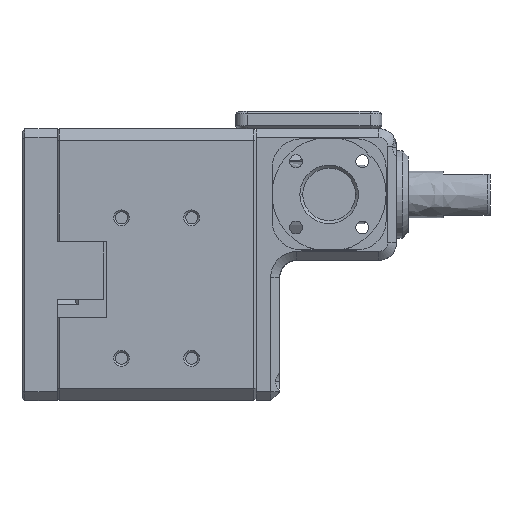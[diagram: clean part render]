
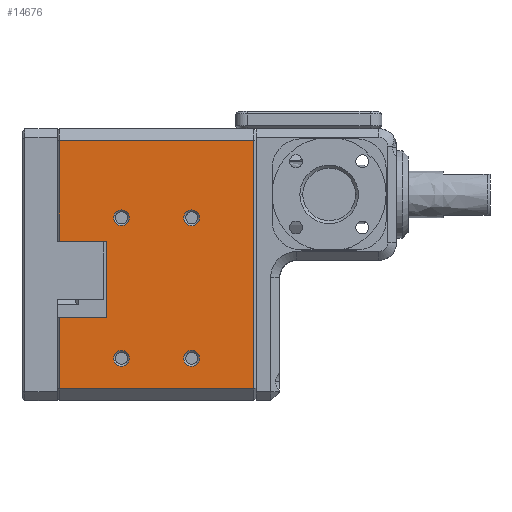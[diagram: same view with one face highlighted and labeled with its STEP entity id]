
A CAD part, top view. The second image highlights one B-rep face of the part: STEP entity #14676.
In plain terms, the highlighted free-form (B-spline) face has degree [1, 1] with [2, 2] control points.
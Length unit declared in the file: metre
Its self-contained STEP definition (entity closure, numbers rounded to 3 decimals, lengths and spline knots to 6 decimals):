
#641=B_SPLINE_SURFACE_WITH_KNOTS('',1,1,((#27613,#27614),(#27615,#27616)),
 .PLANE_SURF.,.F.,.F.,.F.,(2,2),(2,2),(0.,1.),(0.,1.),.UNSPECIFIED.);
#1072=LINE('',#27368,#1666);
#1079=LINE('',#27399,#1673);
#1082=LINE('',#27411,#1676);
#1144=LINE('',#27612,#1738);
#1145=LINE('',#27617,#1739);
#1146=LINE('',#27619,#1740);
#1147=LINE('',#27621,#1741);
#1148=LINE('',#27623,#1742);
#1666=VECTOR('',#20025,1.);
#1673=VECTOR('',#20034,1.);
#1676=VECTOR('',#20037,1.);
#1738=VECTOR('',#20125,1.);
#1739=VECTOR('',#20126,1.);
#1740=VECTOR('',#20127,1.);
#1741=VECTOR('',#20128,1.);
#1742=VECTOR('',#20129,1.);
#5050=ORIENTED_EDGE('',*,*,#8269,.F.);
#5051=ORIENTED_EDGE('',*,*,#8266,.T.);
#5052=ORIENTED_EDGE('',*,*,#8258,.F.);
#5053=ORIENTED_EDGE('',*,*,#8344,.T.);
#5054=ORIENTED_EDGE('',*,*,#8345,.F.);
#5055=ORIENTED_EDGE('',*,*,#8346,.T.);
#5056=ORIENTED_EDGE('',*,*,#8347,.T.);
#5057=ORIENTED_EDGE('',*,*,#8348,.T.);
#5058=ORIENTED_EDGE('',*,*,#8037,.F.);
#5059=ORIENTED_EDGE('',*,*,#8349,.F.);
#5060=ORIENTED_EDGE('',*,*,#8029,.F.);
#5061=ORIENTED_EDGE('',*,*,#8350,.F.);
#5062=ORIENTED_EDGE('',*,*,#8021,.F.);
#5063=ORIENTED_EDGE('',*,*,#8351,.F.);
#5064=ORIENTED_EDGE('',*,*,#8013,.F.);
#5065=ORIENTED_EDGE('',*,*,#8352,.F.);
#8013=EDGE_CURVE('',#9853,#9854,#11124,.T.);
#8021=EDGE_CURVE('',#9859,#9860,#11128,.T.);
#8029=EDGE_CURVE('',#9865,#9866,#11132,.T.);
#8037=EDGE_CURVE('',#9871,#9872,#11136,.T.);
#8258=EDGE_CURVE('',#10030,#10031,#1072,.T.);
#8266=EDGE_CURVE('',#10034,#10031,#1079,.T.);
#8269=EDGE_CURVE('',#10034,#10035,#1082,.T.);
#8344=EDGE_CURVE('',#10030,#10072,#1144,.T.);
#8345=EDGE_CURVE('',#10073,#10072,#1145,.T.);
#8346=EDGE_CURVE('',#10073,#10074,#1146,.T.);
#8347=EDGE_CURVE('',#10074,#10075,#1147,.T.);
#8348=EDGE_CURVE('',#10075,#10035,#1148,.T.);
#8349=EDGE_CURVE('',#9872,#9871,#11246,.T.);
#8350=EDGE_CURVE('',#9866,#9865,#11247,.T.);
#8351=EDGE_CURVE('',#9860,#9859,#11248,.T.);
#8352=EDGE_CURVE('',#9854,#9853,#11249,.T.);
#9853=VERTEX_POINT('',#26324);
#9854=VERTEX_POINT('',#26325);
#9859=VERTEX_POINT('',#26358);
#9860=VERTEX_POINT('',#26359);
#9865=VERTEX_POINT('',#26392);
#9866=VERTEX_POINT('',#26393);
#9871=VERTEX_POINT('',#26426);
#9872=VERTEX_POINT('',#26427);
#10030=VERTEX_POINT('',#27367);
#10031=VERTEX_POINT('',#27369);
#10034=VERTEX_POINT('',#27400);
#10035=VERTEX_POINT('',#27412);
#10072=VERTEX_POINT('',#27611);
#10073=VERTEX_POINT('',#27618);
#10074=VERTEX_POINT('',#27620);
#10075=VERTEX_POINT('',#27622);
#11124=CIRCLE('',#17745,0.00135);
#11128=CIRCLE('',#17749,0.00135);
#11132=CIRCLE('',#17753,0.00135);
#11136=CIRCLE('',#17757,0.00135);
#11246=CIRCLE('',#17867,0.00135);
#11247=CIRCLE('',#17868,0.00135);
#11248=CIRCLE('',#17869,0.00135);
#11249=CIRCLE('',#17870,0.00135);
#12137=EDGE_LOOP('',(#5050,#5051,#5052,#5053,#5054,#5055,#5056,#5057));
#12138=EDGE_LOOP('',(#5058,#5059));
#12139=EDGE_LOOP('',(#5060,#5061));
#12140=EDGE_LOOP('',(#5062,#5063));
#12141=EDGE_LOOP('',(#5064,#5065));
#13151=FACE_BOUND('',#12137,.T.);
#13152=FACE_BOUND('',#12138,.T.);
#13153=FACE_BOUND('',#12139,.T.);
#13154=FACE_BOUND('',#12140,.T.);
#13155=FACE_BOUND('',#12141,.T.);
#14676=ADVANCED_FACE('',(#13151,#13152,#13153,#13154,#13155),#641,.T.);
#17745=AXIS2_PLACEMENT_3D('',#26323,#19746,#19747);
#17749=AXIS2_PLACEMENT_3D('',#26357,#19754,#19755);
#17753=AXIS2_PLACEMENT_3D('',#26391,#19762,#19763);
#17757=AXIS2_PLACEMENT_3D('',#26425,#19770,#19771);
#17867=AXIS2_PLACEMENT_3D('',#27624,#20130,#20131);
#17868=AXIS2_PLACEMENT_3D('',#27625,#20132,#20133);
#17869=AXIS2_PLACEMENT_3D('',#27626,#20134,#20135);
#17870=AXIS2_PLACEMENT_3D('',#27627,#20136,#20137);
#19746=DIRECTION('',(-1.,0.,0.));
#19747=DIRECTION('',(0.,-1.,0.));
#19754=DIRECTION('',(-1.,0.,0.));
#19755=DIRECTION('',(0.,-1.,0.));
#19762=DIRECTION('',(-1.,0.,0.));
#19763=DIRECTION('',(0.,-1.,0.));
#19770=DIRECTION('',(-1.,0.,0.));
#19771=DIRECTION('',(0.,-1.,0.));
#20025=DIRECTION('',(0.,0.,-1.));
#20034=DIRECTION('',(0.,-1.,0.));
#20037=DIRECTION('',(0.,0.,1.));
#20125=DIRECTION('',(0.,-1.,0.));
#20126=DIRECTION('',(0.,0.,1.));
#20127=DIRECTION('',(0.,-1.,0.));
#20128=DIRECTION('',(0.,0.,1.));
#20129=DIRECTION('',(0.,1.,0.));
#20130=DIRECTION('',(-1.,0.,0.));
#20131=DIRECTION('',(0.,-1.,0.));
#20132=DIRECTION('',(-1.,0.,0.));
#20133=DIRECTION('',(0.,-1.,0.));
#20134=DIRECTION('',(-1.,0.,0.));
#20135=DIRECTION('',(0.,-1.,0.));
#20136=DIRECTION('',(-1.,0.,0.));
#20137=DIRECTION('',(0.,-1.,0.));
#26323=CARTESIAN_POINT('',(-0.01425,-0.004,-0.006));
#26324=CARTESIAN_POINT('',(-0.01425,-0.00265,-0.006));
#26325=CARTESIAN_POINT('',(-0.01425,-0.00535,-0.006));
#26357=CARTESIAN_POINT('',(-0.01425,-0.028,0.006));
#26358=CARTESIAN_POINT('',(-0.01425,-0.02665,0.006));
#26359=CARTESIAN_POINT('',(-0.01425,-0.02935,0.006));
#26391=CARTESIAN_POINT('',(-0.01425,-0.028,-0.006));
#26392=CARTESIAN_POINT('',(-0.01425,-0.02665,-0.006));
#26393=CARTESIAN_POINT('',(-0.01425,-0.02935,-0.006));
#26425=CARTESIAN_POINT('',(-0.01425,-0.004,0.006));
#26426=CARTESIAN_POINT('',(-0.01425,-0.00265,0.006));
#26427=CARTESIAN_POINT('',(-0.01425,-0.00535,0.006));
#27367=CARTESIAN_POINT('',(-0.01425,-0.008,-0.0085));
#27368=CARTESIAN_POINT('',(-0.01425,-0.008,-0.0085));
#27369=CARTESIAN_POINT('',(-0.01425,-0.008,-0.0166));
#27399=CARTESIAN_POINT('',(-0.01425,0.00925,-0.0166));
#27400=CARTESIAN_POINT('',(-0.01425,0.00925,-0.0166));
#27411=CARTESIAN_POINT('',(-0.01425,0.00925,-0.0166));
#27412=CARTESIAN_POINT('',(-0.01425,0.00925,0.0166));
#27611=CARTESIAN_POINT('',(-0.01425,-0.021,-0.0085));
#27612=CARTESIAN_POINT('',(-0.01425,-0.008,-0.0085));
#27613=CARTESIAN_POINT('',(-0.01425,-0.035375,-0.01826));
#27614=CARTESIAN_POINT('',(-0.01425,0.011375,-0.01826));
#27615=CARTESIAN_POINT('',(-0.01425,-0.035375,0.01826));
#27616=CARTESIAN_POINT('',(-0.01425,0.011375,0.01826));
#27617=CARTESIAN_POINT('',(-0.01425,-0.021,-0.0166));
#27618=CARTESIAN_POINT('',(-0.01425,-0.021,-0.0166));
#27619=CARTESIAN_POINT('',(-0.01425,0.01125,-0.0166));
#27620=CARTESIAN_POINT('',(-0.01425,-0.03325,-0.0166));
#27621=CARTESIAN_POINT('',(-0.01425,-0.03325,-0.0166));
#27622=CARTESIAN_POINT('',(-0.01425,-0.03325,0.0166));
#27623=CARTESIAN_POINT('',(-0.01425,-0.03325,0.0166));
#27624=CARTESIAN_POINT('',(-0.01425,-0.004,0.006));
#27625=CARTESIAN_POINT('',(-0.01425,-0.028,-0.006));
#27626=CARTESIAN_POINT('',(-0.01425,-0.028,0.006));
#27627=CARTESIAN_POINT('',(-0.01425,-0.004,-0.006));
